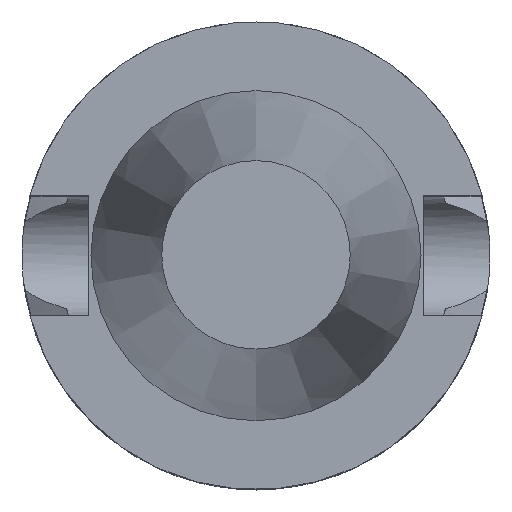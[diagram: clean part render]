
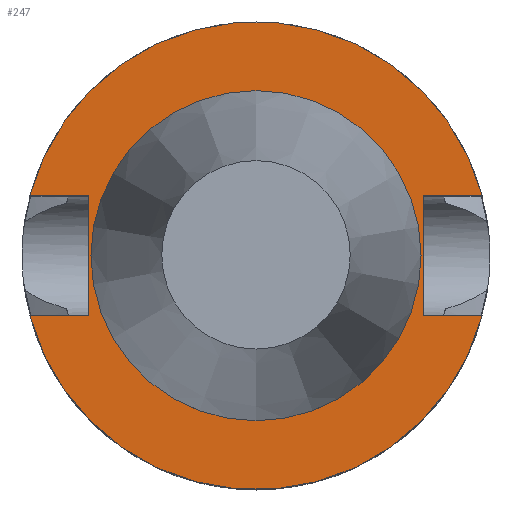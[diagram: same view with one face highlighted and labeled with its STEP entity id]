
A CAD part, top view. The second image highlights one B-rep face of the part: STEP entity #247.
In plain terms, the highlighted planar face has unit normal (0, 0, 1).
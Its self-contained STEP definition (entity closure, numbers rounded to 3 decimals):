
#147=EDGE_CURVE('240[2]',#393,#393,#394,.T.);
#178=EDGE_CURVE('240[2]',#439,#440,#441,.T.);
#185=EDGE_CURVE('240[2]',#451,#452,#453,.T.);
#196=EDGE_CURVE('240[2]',#468,#451,#469,.T.);
#198=EDGE_CURVE('240[2]',#471,#440,#472,.T.);
#220=EDGE_CURVE('240[2]',#500,#452,#501,.T.);
#244=EDGE_CURVE('240[2]',#471,#468,#532,.T.);
#247=ADVANCED_FACE('240[2]',(#535,#536),#537,.T.);
#253=EDGE_CURVE('240[2]',#500,#543,#544,.T.);
#315=EDGE_CURVE('240[2]',#543,#439,#624,.T.);
#393=VERTEX_POINT('',#731);
#394=CIRCLE('',#732,22.225);
#439=VERTEX_POINT('',#873);
#440=VERTEX_POINT('',#874);
#441=LINE('',#875,#876);
#451=VERTEX_POINT('',#898);
#452=VERTEX_POINT('',#899);
#453=LINE('',#900,#901);
#468=VERTEX_POINT('',#996);
#469=LINE('',#997,#998);
#471=VERTEX_POINT('',#1001);
#472=CIRCLE('',#1002,31.5);
#500=VERTEX_POINT('',#1062);
#501=CIRCLE('',#1063,31.5);
#532=LINE('',#1115,#1116);
#535=FACE_OUTER_BOUND('',#1120,.T.);
#536=FACE_BOUND('',#1121,.T.);
#537=PLANE('',#1122);
#543=VERTEX_POINT('',#1140);
#544=LINE('',#1141,#1142);
#624=LINE('',#1279,#1280);
#731=CARTESIAN_POINT('',(0.,22.225,-1.));
#732=AXIS2_PLACEMENT_3D('',#1374,#1375,#1376);
#873=CARTESIAN_POINT('',(22.5,8.05,-1.));
#874=CARTESIAN_POINT('',(30.454,8.05,-1.));
#875=CARTESIAN_POINT('',(11.25,8.05,-1.));
#876=VECTOR('',#1424,1.0);
#898=CARTESIAN_POINT('',(-22.5,-8.05,-1.));
#899=CARTESIAN_POINT('',(-30.454,-8.05,-1.0));
#900=CARTESIAN_POINT('',(-11.25,-8.05,-1.));
#901=VECTOR('',#1434,1.0);
#996=CARTESIAN_POINT('',(-22.5,8.05,-1.));
#997=CARTESIAN_POINT('',(-22.5,13.431,-1.));
#998=VECTOR('',#1442,1.0);
#1001=CARTESIAN_POINT('',(-30.454,8.05,-1.0));
#1002=AXIS2_PLACEMENT_3D('',#1443,#1444,#1445);
#1062=CARTESIAN_POINT('',(30.454,-8.05,-1.));
#1063=AXIS2_PLACEMENT_3D('',#1470,#1471,#1472);
#1115=CARTESIAN_POINT('',(-11.25,8.05,-1.));
#1116=VECTOR('',#1513,1.0);
#1120=EDGE_LOOP('',(#1515,#1516,#1517,#1518,#1519,#1520,#1521,#1522));
#1121=EDGE_LOOP('',(#1523));
#1122=AXIS2_PLACEMENT_3D('',#1524,#1525,#1526);
#1140=CARTESIAN_POINT('',(22.5,-8.05,-1.));
#1141=CARTESIAN_POINT('',(11.25,-8.05,-1.0));
#1142=VECTOR('',#1530,1.0);
#1279=CARTESIAN_POINT('',(22.5,13.431,-1.));
#1280=VECTOR('',#1635,1.0);
#1374=CARTESIAN_POINT('',(0.,0.,-1.0));
#1375=DIRECTION('',(0.,0.,-1.0));
#1376=DIRECTION('',(0.,1.0,0.));
#1424=DIRECTION('',(1.0,0.,0.));
#1434=DIRECTION('',(-1.0,0.,0.));
#1442=DIRECTION('',(0.,-1.0,0.));
#1443=CARTESIAN_POINT('',(0.,0.,-1.0));
#1444=DIRECTION('',(0.,0.,-1.0));
#1445=DIRECTION('',(0.,1.0,0.));
#1470=CARTESIAN_POINT('',(0.,0.,-1.0));
#1471=DIRECTION('',(0.,0.,-1.0));
#1472=DIRECTION('',(0.,1.0,0.));
#1513=DIRECTION('',(1.0,0.,0.));
#1515=ORIENTED_EDGE('',*,*,#185,.T.);
#1516=ORIENTED_EDGE('',*,*,#220,.F.);
#1517=ORIENTED_EDGE('',*,*,#253,.T.);
#1518=ORIENTED_EDGE('',*,*,#315,.T.);
#1519=ORIENTED_EDGE('',*,*,#178,.T.);
#1520=ORIENTED_EDGE('',*,*,#198,.F.);
#1521=ORIENTED_EDGE('',*,*,#244,.T.);
#1522=ORIENTED_EDGE('',*,*,#196,.T.);
#1523=ORIENTED_EDGE('',*,*,#147,.T.);
#1524=CARTESIAN_POINT('',(0.,26.863,-1.));
#1525=DIRECTION('',(0.,0.,1.0));
#1526=DIRECTION('',(1.0,0.,0.0));
#1530=DIRECTION('',(-1.0,0.,0.));
#1635=DIRECTION('',(0.,1.0,0.));
